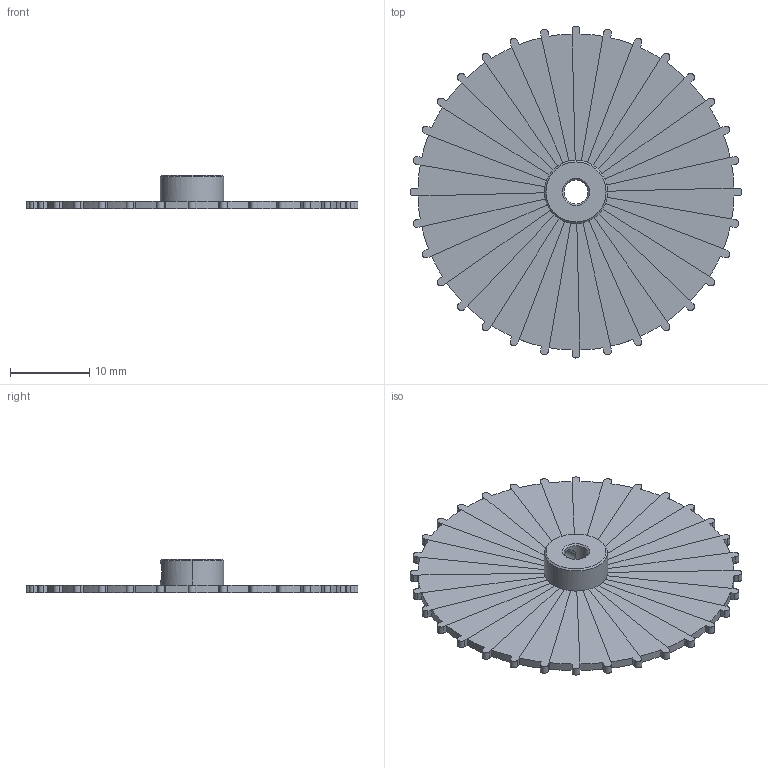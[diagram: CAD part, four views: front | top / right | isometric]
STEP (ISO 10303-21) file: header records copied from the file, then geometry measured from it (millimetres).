
FILE_DESCRIPTION (( 'STEP AP203' ), '1' );
FILE_NAME ('1-piece-gear-combined.STEP', '2023-02-16T05:11:08', ( '' ), ( '' ), 'SwSTEP 2.0', 'SolidWorks 2022', '' );
FILE_SCHEMA (( 'CONFIG_CONTROL_DESIGN' ));
Length unit declared in the file: millimetre
Products named in the file (1): 1-piece-gear-combined
Bounding box: 42 x 42 x 4.3 mm (x, y, z)
Volume: 1409.7 mm3; surface area: 2861.5 mm2
Topology: 1 solids, 1 shells, 205 faces, 543 edges, 339 vertices
Faces by surface type: plane 129, cylinder 70, cone 4, bspline 2
Entity records: 6710 total; most frequent: CARTESIAN_POINT 1408, DIRECTION 1146, ORIENTED_EDGE 1086, EDGE_CURVE 543, AXIS2_PLACEMENT_3D 408, VERTEX_POINT 339, LINE 330, VECTOR 330
